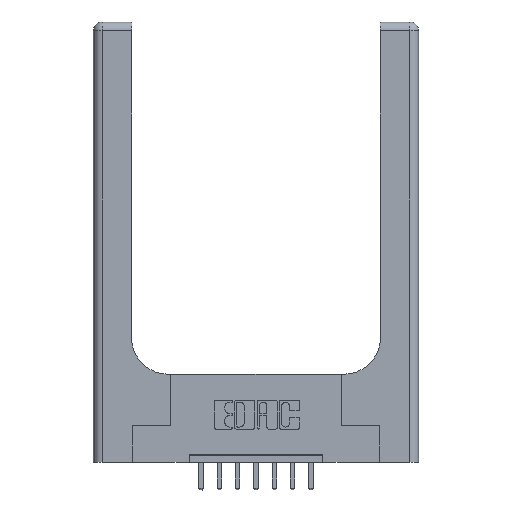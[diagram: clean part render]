
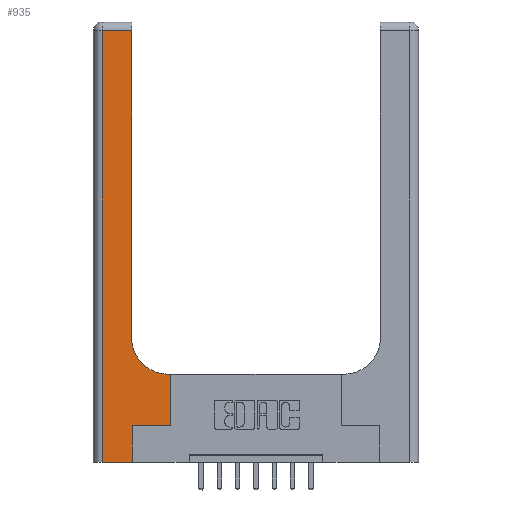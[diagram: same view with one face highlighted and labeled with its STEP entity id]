
A CAD part, top view. The second image highlights one B-rep face of the part: STEP entity #935.
In plain terms, the highlighted planar face has unit normal (0, 0, 1).
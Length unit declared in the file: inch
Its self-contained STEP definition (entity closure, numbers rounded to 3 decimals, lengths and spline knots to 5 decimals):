
#213 = AXIS2_PLACEMENT_3D ( 'NONE', #10416, #10189, #11394 ) ;
#420 = VECTOR ( 'NONE', #1554, 39.37008 ) ;
#432 = ORIENTED_EDGE ( 'NONE', *, *, #5336, .T. ) ;
#452 = CARTESIAN_POINT ( 'NONE',  ( 0.06, 2.94, 0.37 ) ) ;
#538 = LINE ( 'NONE', #11933, #6586 ) ;
#732 = LINE ( 'NONE', #7634, #5059 ) ;
#935 = ADVANCED_FACE ( 'NONE', ( #9921 ), #1916, .F. ) ;
#1096 = ORIENTED_EDGE ( 'NONE', *, *, #12013, .T. ) ;
#1127 = VECTOR ( 'NONE', #6994, 39.37008 ) ;
#1469 = EDGE_CURVE ( 'NONE', #5761, #6461, #5329, .T. ) ;
#1554 = DIRECTION ( 'NONE',  ( 0., 1., 0. ) ) ;
#1643 = CIRCLE ( 'NONE', #213, 0.25 ) ;
#1735 = CARTESIAN_POINT ( 'NONE',  ( 0.528, 0.25, 0.37 ) ) ;
#1916 = PLANE ( 'NONE',  #8856 ) ;
#2082 = CARTESIAN_POINT ( 'NONE',  ( 0., 2.94, 0.37 ) ) ;
#2572 = EDGE_CURVE ( 'NONE', #13558, #13044, #732, .T. ) ;
#2869 = LINE ( 'NONE', #7425, #420 ) ;
#3448 = ORIENTED_EDGE ( 'NONE', *, *, #11876, .T. ) ;
#3489 = LINE ( 'NONE', #9260, #1127 ) ;
#3538 = LINE ( 'NONE', #8091, #4478 ) ;
#3766 = CARTESIAN_POINT ( 'NONE',  ( 0.528, 0.6, 0.37 ) ) ;
#4245 = VECTOR ( 'NONE', #5376, 39.37008 ) ;
#4283 = DIRECTION ( 'NONE',  ( -1., 0., 0. ) ) ;
#4302 = DIRECTION ( 'NONE',  ( -1., 0., 0. ) ) ;
#4478 = VECTOR ( 'NONE', #4792, 39.37008 ) ;
#4628 = ORIENTED_EDGE ( 'NONE', *, *, #9141, .T. ) ;
#4714 = CARTESIAN_POINT ( 'NONE',  ( 0., 0., 0.37 ) ) ;
#4792 = DIRECTION ( 'NONE',  ( 0., 1., 0. ) ) ;
#5059 = VECTOR ( 'NONE', #4283, 39.37008 ) ;
#5329 = LINE ( 'NONE', #9895, #10066 ) ;
#5336 = EDGE_CURVE ( 'NONE', #8439, #5761, #14595, .T. ) ;
#5376 = DIRECTION ( 'NONE',  ( -1., 0., 0. ) ) ;
#5513 = VERTEX_POINT ( 'NONE', #6113 ) ;
#5742 = EDGE_LOOP ( 'NONE', ( #9676, #432, #9751, #14366, #12490, #3448, #1096, #9588, #4628 ) ) ;
#5761 = VERTEX_POINT ( 'NONE', #452 ) ;
#5850 = CARTESIAN_POINT ( 'NONE',  ( 0.265, 0.25, 0.37 ) ) ;
#5953 = CARTESIAN_POINT ( 'NONE',  ( 0.51, 0.6, 0.37 ) ) ;
#6113 = CARTESIAN_POINT ( 'NONE',  ( 0.265, 0., 0.37 ) ) ;
#6115 = DIRECTION ( 'NONE',  ( 0., 1., 0. ) ) ;
#6461 = VERTEX_POINT ( 'NONE', #6789 ) ;
#6586 = VECTOR ( 'NONE', #6115, 39.37008 ) ;
#6789 = CARTESIAN_POINT ( 'NONE',  ( 0.06, 0., 0.37 ) ) ;
#6994 = DIRECTION ( 'NONE',  ( 1., 0., 0. ) ) ;
#7034 = DIRECTION ( 'NONE',  ( 1., 0., 0. ) ) ;
#7325 = CARTESIAN_POINT ( 'NONE',  ( 0.26, 0.85, 0.37 ) ) ;
#7345 = VERTEX_POINT ( 'NONE', #5850 ) ;
#7425 = CARTESIAN_POINT ( 'NONE',  ( 0.528, 0.25, 0.37 ) ) ;
#7634 = CARTESIAN_POINT ( 'NONE',  ( 0.26, 0.6, 0.37 ) ) ;
#8088 = LINE ( 'NONE', #4714, #11880 ) ;
#8091 = CARTESIAN_POINT ( 'NONE',  ( 0.265, 0., 0.37 ) ) ;
#8439 = VERTEX_POINT ( 'NONE', #10890 ) ;
#8856 = AXIS2_PLACEMENT_3D ( 'NONE', #14492, #14566, #4302 ) ;
#9141 = EDGE_CURVE ( 'NONE', #13044, #11161, #1643, .T. ) ;
#9260 = CARTESIAN_POINT ( 'NONE',  ( 0.265, 0.25, 0.37 ) ) ;
#9588 = ORIENTED_EDGE ( 'NONE', *, *, #2572, .T. ) ;
#9637 = EDGE_CURVE ( 'NONE', #5513, #7345, #3538, .T. ) ;
#9676 = ORIENTED_EDGE ( 'NONE', *, *, #11614, .T. ) ;
#9751 = ORIENTED_EDGE ( 'NONE', *, *, #1469, .T. ) ;
#9895 = CARTESIAN_POINT ( 'NONE',  ( 0.06, 3., 0.37 ) ) ;
#9921 = FACE_OUTER_BOUND ( 'NONE', #5742, .T. ) ;
#10066 = VECTOR ( 'NONE', #14459, 39.37008 ) ;
#10095 = EDGE_CURVE ( 'NONE', #6461, #5513, #8088, .T. ) ;
#10189 = DIRECTION ( 'NONE',  ( 0., 0., -1. ) ) ;
#10416 = CARTESIAN_POINT ( 'NONE',  ( 0.51, 0.85, 0.37 ) ) ;
#10890 = CARTESIAN_POINT ( 'NONE',  ( 0.26, 2.94, 0.37 ) ) ;
#11161 = VERTEX_POINT ( 'NONE', #7325 ) ;
#11394 = DIRECTION ( 'NONE',  ( 1., 0., 0. ) ) ;
#11614 = EDGE_CURVE ( 'NONE', #11161, #8439, #538, .T. ) ;
#11876 = EDGE_CURVE ( 'NONE', #7345, #12368, #3489, .T. ) ;
#11880 = VECTOR ( 'NONE', #7034, 39.37008 ) ;
#11933 = CARTESIAN_POINT ( 'NONE',  ( 0.26, 3., 0.37 ) ) ;
#12013 = EDGE_CURVE ( 'NONE', #12368, #13558, #2869, .T. ) ;
#12368 = VERTEX_POINT ( 'NONE', #1735 ) ;
#12490 = ORIENTED_EDGE ( 'NONE', *, *, #9637, .T. ) ;
#13044 = VERTEX_POINT ( 'NONE', #5953 ) ;
#13558 = VERTEX_POINT ( 'NONE', #3766 ) ;
#14366 = ORIENTED_EDGE ( 'NONE', *, *, #10095, .T. ) ;
#14459 = DIRECTION ( 'NONE',  ( 0., -1., 0. ) ) ;
#14492 = CARTESIAN_POINT ( 'NONE',  ( 0., 3., 0.37 ) ) ;
#14566 = DIRECTION ( 'NONE',  ( 0., 0., -1. ) ) ;
#14595 = LINE ( 'NONE', #2082, #4245 ) ;
